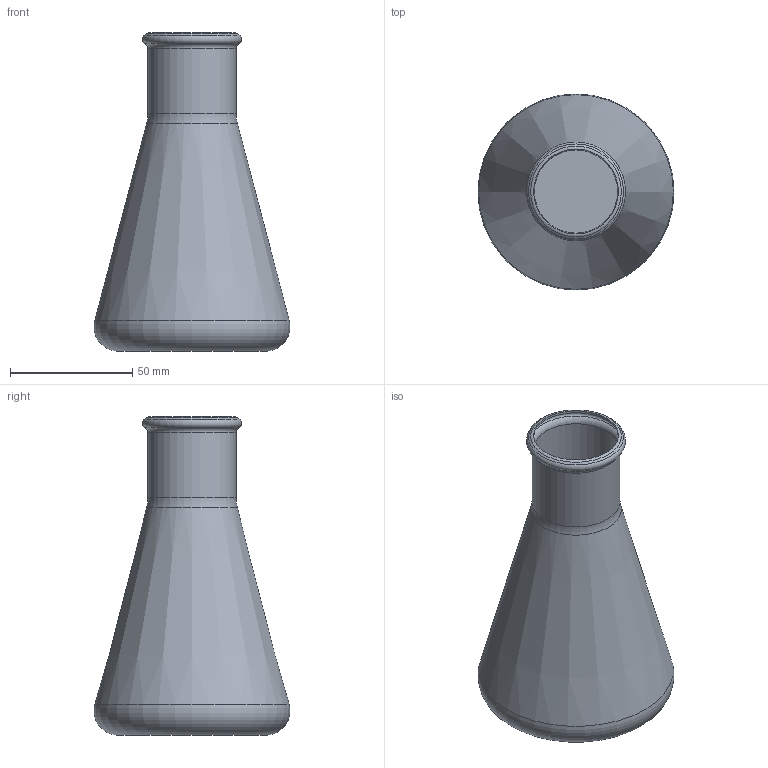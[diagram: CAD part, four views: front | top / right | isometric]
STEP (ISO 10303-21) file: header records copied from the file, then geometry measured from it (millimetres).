
FILE_DESCRIPTION(/* description */ (''),/* implementation_level */ '2;1');
FILE_NAME(/* name */ 'glass vase v4.step',/* time_stamp */ '2019-08-07T15:03:23+07:00',/* author */ (''),/* organization */ (''),/* preprocessor_version */ 'ST-DEVELOPER v18',/* originating_system */ 'Autodesk Translation Framework v8.2.0.1029',/* authorisation */ '');
FILE_SCHEMA (('AUTOMOTIVE_DESIGN { 1 0 10303 214 3 1 1 }'));
Length unit declared in the file: millimetre
Products named in the file (1): Untitled
Bounding box: 80 x 80 x 130 mm (x, y, z)
Volume: 255316.6 mm3; surface area: 72337.3 mm2
Topology: 2 solids, 2 shells, 23 faces, 60 edges, 41 vertices
Faces by surface type: torus 11, cone 5, plane 4, cylinder 3
Full cylindrical faces by diameter (mm): 34 x1, 34.667 x1, 36 x1
Entity records: 796 total; most frequent: DIRECTION 160, CARTESIAN_POINT 125, ORIENTED_EDGE 120, AXIS2_PLACEMENT_3D 76, EDGE_CURVE 60, CIRCLE 52, VERTEX_POINT 41, FACE_OUTER_BOUND 23
